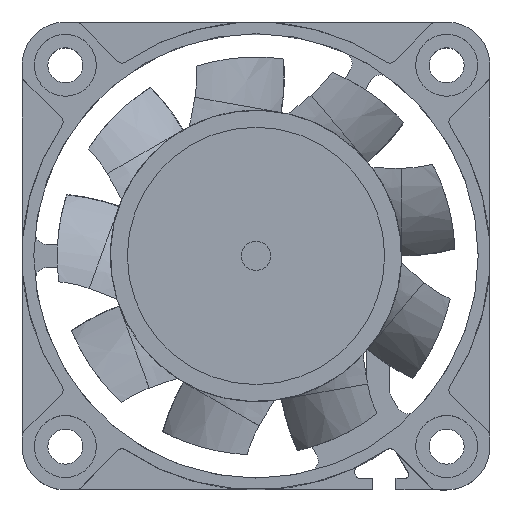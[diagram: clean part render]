
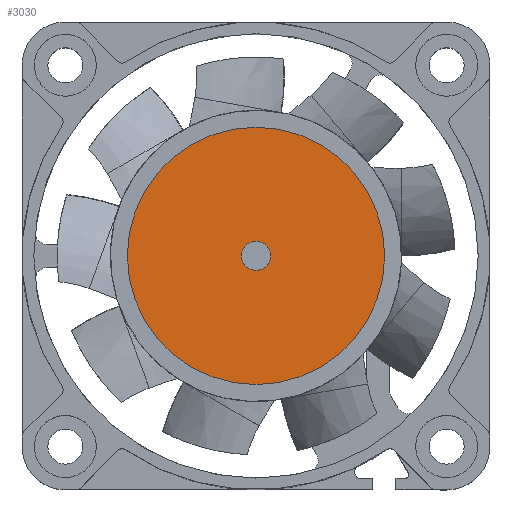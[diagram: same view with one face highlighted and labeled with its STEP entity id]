
A CAD part, top view. The second image highlights one B-rep face of the part: STEP entity #3030.
In plain terms, the highlighted planar face has unit normal (0, 0, 1).
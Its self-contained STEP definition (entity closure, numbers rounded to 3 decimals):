
#28=FACE_BOUND('',#982,.T.);
#46=PLANE('',#3316);
#571=CIRCLE('',#3309,1.25);
#573=CIRCLE('',#3313,11.);
#797=FACE_OUTER_BOUND('',#981,.T.);
#981=EDGE_LOOP('',(#2263));
#982=EDGE_LOOP('',(#2264));
#1266=VERTEX_POINT('',#5654);
#1268=VERTEX_POINT('',#5661);
#1631=EDGE_CURVE('',#1266,#1266,#571,.T.);
#1634=EDGE_CURVE('',#1268,#1268,#573,.T.);
#2263=ORIENTED_EDGE('',*,*,#1634,.T.);
#2264=ORIENTED_EDGE('',*,*,#1631,.T.);
#3030=ADVANCED_FACE('',(#797,#28),#46,.T.);
#3309=AXIS2_PLACEMENT_3D('',#5655,#3848,#3849);
#3313=AXIS2_PLACEMENT_3D('',#5662,#3857,#3858);
#3316=AXIS2_PLACEMENT_3D('',#5667,#3864,#3865);
#3848=DIRECTION('center_axis',(0.,0.,-1.));
#3849=DIRECTION('ref_axis',(-1.,0.,0.));
#3857=DIRECTION('center_axis',(0.,0.,1.));
#3858=DIRECTION('ref_axis',(-1.,0.,0.));
#3864=DIRECTION('center_axis',(0.,0.,1.));
#3865=DIRECTION('ref_axis',(1.,0.,0.));
#5654=CARTESIAN_POINT('',(1.25,0.,5.));
#5655=CARTESIAN_POINT('Origin',(0.,0.,5.));
#5661=CARTESIAN_POINT('',(11.,0.,5.));
#5662=CARTESIAN_POINT('Origin',(0.,0.,5.));
#5667=CARTESIAN_POINT('Origin',(0.,0.,5.));
